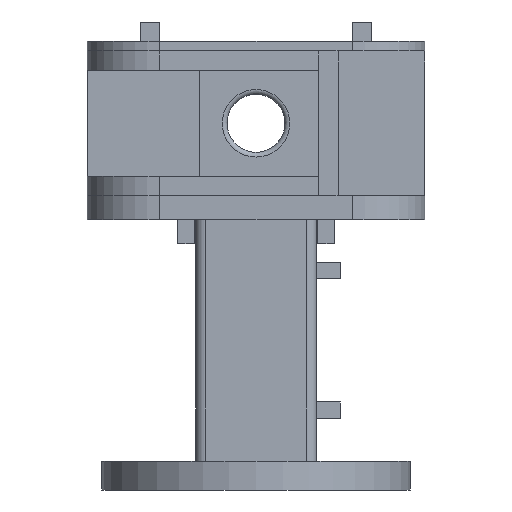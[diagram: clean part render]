
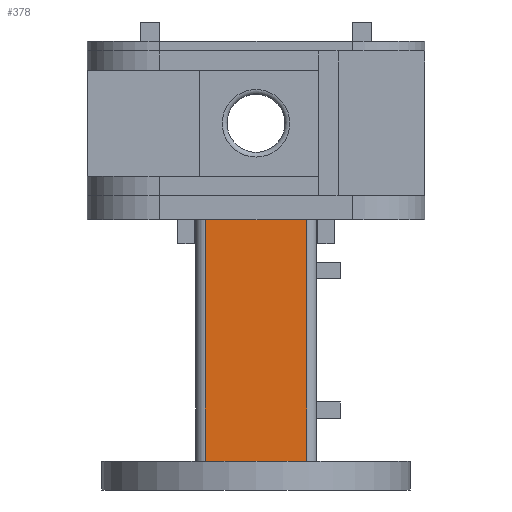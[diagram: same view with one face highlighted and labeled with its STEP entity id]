
A CAD part, left-side view. The second image highlights one B-rep face of the part: STEP entity #378.
In plain terms, the highlighted planar face has unit normal (-1, 0, 0).
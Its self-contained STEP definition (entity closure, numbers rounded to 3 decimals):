
#21 = EDGE_CURVE('',#22,#24,#26,.T.);
#22 = VERTEX_POINT('',#23);
#23 = CARTESIAN_POINT('',(-12.5,10.5,0.));
#24 = VERTEX_POINT('',#25);
#25 = CARTESIAN_POINT('',(-12.5,-10.5,0.));
#26 = LINE('',#27,#28);
#27 = CARTESIAN_POINT('',(-12.5,12.5,0.));
#28 = VECTOR('',#29,1.);
#29 = DIRECTION('',(0.,-1.,0.));
#378 = ADVANCED_FACE('',(#379),#404,.T.);
#379 = FACE_BOUND('',#380,.T.);
#380 = EDGE_LOOP('',(#381,#382,#390,#398));
#381 = ORIENTED_EDGE('',*,*,#21,.F.);
#382 = ORIENTED_EDGE('',*,*,#383,.T.);
#383 = EDGE_CURVE('',#22,#384,#386,.T.);
#384 = VERTEX_POINT('',#385);
#385 = CARTESIAN_POINT('',(-12.5,10.5,-50.));
#386 = LINE('',#387,#388);
#387 = CARTESIAN_POINT('',(-12.5,10.5,0.));
#388 = VECTOR('',#389,1.);
#389 = DIRECTION('',(-0.,-0.,-1.));
#390 = ORIENTED_EDGE('',*,*,#391,.T.);
#391 = EDGE_CURVE('',#384,#392,#394,.T.);
#392 = VERTEX_POINT('',#393);
#393 = CARTESIAN_POINT('',(-12.5,-10.5,-50.));
#394 = LINE('',#395,#396);
#395 = CARTESIAN_POINT('',(-12.5,12.5,-50.));
#396 = VECTOR('',#397,1.);
#397 = DIRECTION('',(0.,-1.,0.));
#398 = ORIENTED_EDGE('',*,*,#399,.F.);
#399 = EDGE_CURVE('',#24,#392,#400,.T.);
#400 = LINE('',#401,#402);
#401 = CARTESIAN_POINT('',(-12.5,-10.5,0.));
#402 = VECTOR('',#403,1.);
#403 = DIRECTION('',(-0.,-0.,-1.));
#404 = PLANE('',#405);
#405 = AXIS2_PLACEMENT_3D('',#406,#407,#408);
#406 = CARTESIAN_POINT('',(-12.5,12.5,0.));
#407 = DIRECTION('',(-1.,0.,0.));
#408 = DIRECTION('',(0.,-1.,0.));
